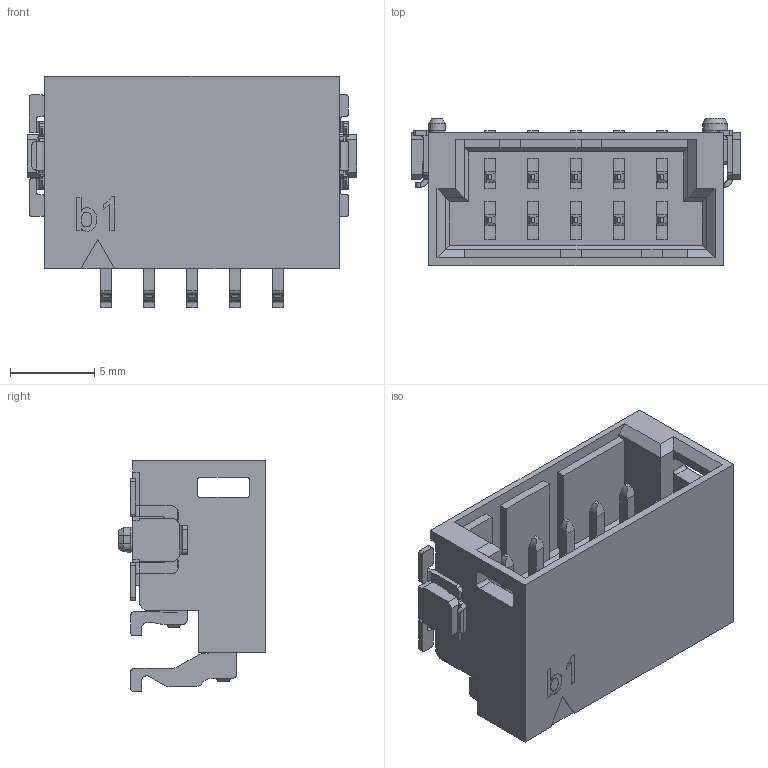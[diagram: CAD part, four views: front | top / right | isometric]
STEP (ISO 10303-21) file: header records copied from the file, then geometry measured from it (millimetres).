
FILE_DESCRIPTION( ('This file contains a STEP AP42 implementation' ,'as created by ZW3D STEP Interface translator.') ,'2;1' );
FILE_NAME( '3915-P10-2ZXXWDXR1.stp' ,'23 9 1.142557', (''), ('ZWCAD Software Co.'), 'Version 1.0', 'ZW3D to STEP translator', '' );
FILE_SCHEMA(('AUTOMOTIVE_DESIGN { 1 0 10303 214 1 1 1 1 }'));
Length unit declared in the file: millimetre
Products named in the file (2): 0; M10-90-ASM
Bounding box: 19.52 x 8.74 x 13.7 mm (x, y, z)
Volume: 770.4 mm3; surface area: 1982 mm2
Topology: 1 solids, 1 shells, 1084 faces, 3030 edges, 1947 vertices
Faces by surface type: plane 777, cylinder 287, bspline 14, cone 6
Full cylindrical faces by diameter (mm): 1.5 x1
Entity records: 37412 total; most frequent: CARTESIAN_POINT 8950, ORIENTED_EDGE 6066, DIRECTION 5123, EDGE_CURVE 3030, VECTOR 2091, LINE 2091, VERTEX_POINT 1947, AXIS2_PLACEMENT_3D 1516
